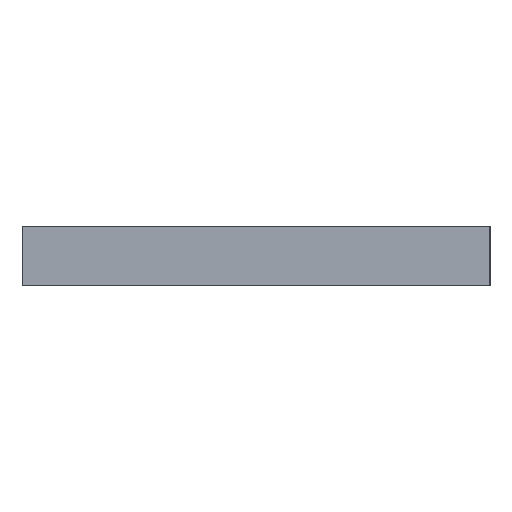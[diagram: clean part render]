
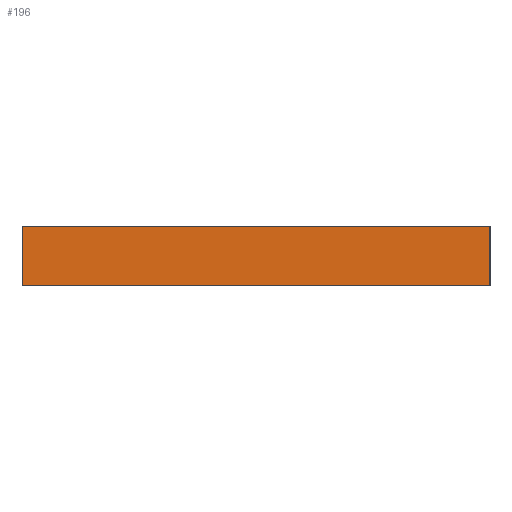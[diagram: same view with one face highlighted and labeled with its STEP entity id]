
A CAD part, left-side view. The second image highlights one B-rep face of the part: STEP entity #196.
In plain terms, the highlighted planar face has unit normal (-1, 0, 0).
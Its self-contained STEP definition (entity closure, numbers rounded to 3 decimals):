
#19 = EDGE_CURVE ( 'NONE', #857, #239, #916, .T. ) ;
#128 = PLANE ( 'NONE',  #538 ) ;
#131 = VECTOR ( 'NONE', #269, 1000. ) ;
#140 = CARTESIAN_POINT ( 'NONE',  ( -30., -25., 6.35 ) ) ;
#154 = VECTOR ( 'NONE', #209, 1000. ) ;
#196 = ADVANCED_FACE ( 'NONE', ( #1222 ), #128, .T. ) ;
#209 = DIRECTION ( 'NONE',  ( 0., 0., -1. ) ) ;
#239 = VERTEX_POINT ( 'NONE', #889 ) ;
#269 = DIRECTION ( 'NONE',  ( 0., 0., -1. ) ) ;
#310 = CARTESIAN_POINT ( 'NONE',  ( -30., -25., 0. ) ) ;
#314 = CARTESIAN_POINT ( 'NONE',  ( -30., -25., 6.35 ) ) ;
#378 = VERTEX_POINT ( 'NONE', #140 ) ;
#448 = CARTESIAN_POINT ( 'NONE',  ( -30., 25., 6.35 ) ) ;
#488 = VERTEX_POINT ( 'NONE', #448 ) ;
#538 = AXIS2_PLACEMENT_3D ( 'NONE', #314, #1139, #1091 ) ;
#562 = DIRECTION ( 'NONE',  ( 0., 1., 0. ) ) ;
#564 = LINE ( 'NONE', #698, #131 ) ;
#616 = VECTOR ( 'NONE', #562, 1000. ) ;
#655 = EDGE_CURVE ( 'NONE', #378, #488, #785, .T. ) ;
#661 = ORIENTED_EDGE ( 'NONE', *, *, #909, .F. ) ;
#698 = CARTESIAN_POINT ( 'NONE',  ( -30., 25., 6.35 ) ) ;
#715 = ORIENTED_EDGE ( 'NONE', *, *, #655, .T. ) ;
#718 = CARTESIAN_POINT ( 'NONE',  ( -30., -25., 0. ) ) ;
#732 = EDGE_CURVE ( 'NONE', #488, #239, #564, .T. ) ;
#785 = LINE ( 'NONE', #1192, #616 ) ;
#816 = LINE ( 'NONE', #1210, #154 ) ;
#857 = VERTEX_POINT ( 'NONE', #718 ) ;
#889 = CARTESIAN_POINT ( 'NONE',  ( -30., 25., 0. ) ) ;
#909 = EDGE_CURVE ( 'NONE', #378, #857, #816, .T. ) ;
#916 = LINE ( 'NONE', #310, #1095 ) ;
#1088 = ORIENTED_EDGE ( 'NONE', *, *, #19, .F. ) ;
#1091 = DIRECTION ( 'NONE',  ( 0., -1., 0. ) ) ;
#1095 = VECTOR ( 'NONE', #1313, 1000. ) ;
#1139 = DIRECTION ( 'NONE',  ( -1., 0., 0. ) ) ;
#1144 = ORIENTED_EDGE ( 'NONE', *, *, #732, .T. ) ;
#1192 = CARTESIAN_POINT ( 'NONE',  ( -30., -25., 6.35 ) ) ;
#1210 = CARTESIAN_POINT ( 'NONE',  ( -30., -25., 6.35 ) ) ;
#1222 = FACE_OUTER_BOUND ( 'NONE', #1299, .T. ) ;
#1299 = EDGE_LOOP ( 'NONE', ( #1088, #661, #715, #1144 ) ) ;
#1313 = DIRECTION ( 'NONE',  ( 0., 1., 0. ) ) ;
